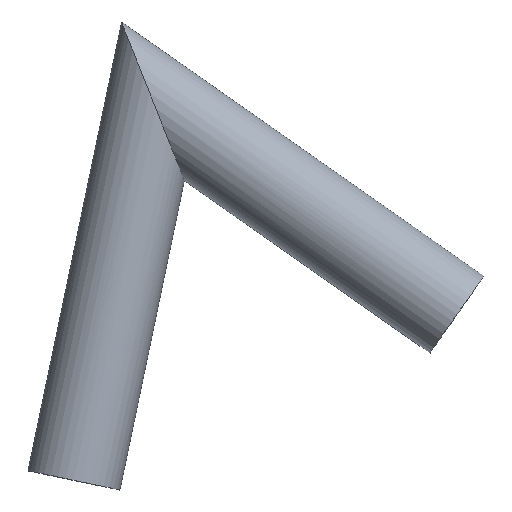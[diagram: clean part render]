
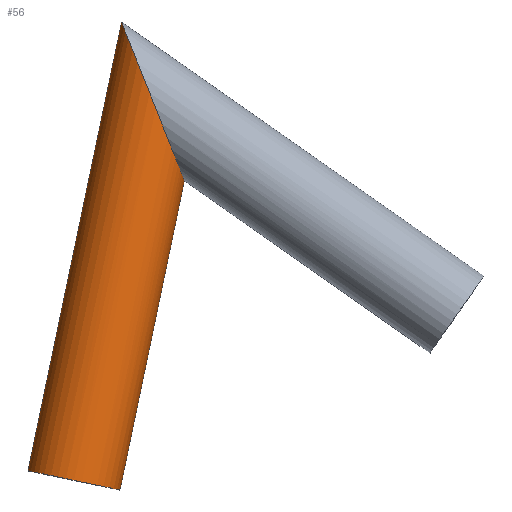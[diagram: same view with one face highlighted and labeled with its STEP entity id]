
A CAD part, top view. The second image highlights one B-rep face of the part: STEP entity #56.
In plain terms, the highlighted cylindrical face has radius 11.895 mm (diameter 23.79 mm), a partial arc.
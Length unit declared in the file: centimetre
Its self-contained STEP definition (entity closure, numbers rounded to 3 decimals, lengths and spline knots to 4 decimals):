
#56=ADVANCED_FACE('0:45',(#110),#111,.T.);
#110=FACE_OUTER_BOUND('',#162,.T.);
#111=CYLINDRICAL_SURFACE('',#163,1.1895);
#162=EDGE_LOOP('',(#242,#243,#244,#245));
#163=AXIS2_PLACEMENT_3D('',#246,#247,#248);
#242=ORIENTED_EDGE('',*,*,#313,.F.);
#243=ORIENTED_EDGE('',*,*,#314,.T.);
#244=ORIENTED_EDGE('',*,*,#315,.F.);
#245=ORIENTED_EDGE('',*,*,#316,.T.);
#246=CARTESIAN_POINT('',(-3.3,-4.2,0.0));
#247=DIRECTION('',(0.204,0.979,0.0));
#248=DIRECTION('',(-0.979,0.204,0.0));
#313=EDGE_CURVE('',#369,#370,#371,.T.);
#314=EDGE_CURVE('0:57',#369,#372,#373,.T.);
#315=EDGE_CURVE('',#374,#372,#375,.T.);
#316=EDGE_CURVE('0:260',#374,#370,#376,.T.);
#369=VERTEX_POINT('',#437);
#370=VERTEX_POINT('',#438);
#371=LINE('',#439,#440);
#372=VERTEX_POINT('',#441);
#373=CIRCLE('',#442,1.1895);
#374=VERTEX_POINT('',#443);
#375=LINE('',#444,#445);
#376=ELLIPSE('',#446,2.163,1.1895);
#437=CARTESIAN_POINT('',(-4.4645,-3.9574,0.0));
#438=CARTESIAN_POINT('',(-2.0961,7.4112,0.));
#439=CARTESIAN_POINT('',(-4.4645,-3.9574,0.));
#440=VECTOR('',#502,1.0);
#441=CARTESIAN_POINT('',(-2.1355,-4.4426,0.));
#442=AXIS2_PLACEMENT_3D('',#503,#504,#505);
#443=CARTESIAN_POINT('',(-0.5039,3.3888,0.));
#444=CARTESIAN_POINT('',(-2.1355,-4.4426,0.));
#445=VECTOR('',#506,1.0);
#446=AXIS2_PLACEMENT_3D('',#507,#508,#509);
#502=DIRECTION('',(0.204,0.979,0.0));
#503=CARTESIAN_POINT('',(-3.3,-4.2,0.0));
#504=DIRECTION('',(0.204,0.979,0.0));
#505=DIRECTION('',(-0.979,0.204,0.0));
#506=DIRECTION('',(-0.204,-0.979,-0.0));
#507=CARTESIAN_POINT('',(-1.3,5.4,0.0));
#508=DIRECTION('',(-0.93,-0.368,-0.0));
#509=DIRECTION('',(-0.368,0.93,0.0));
